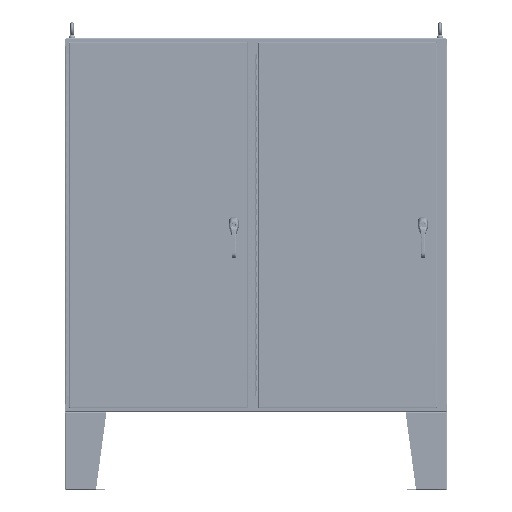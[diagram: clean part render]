
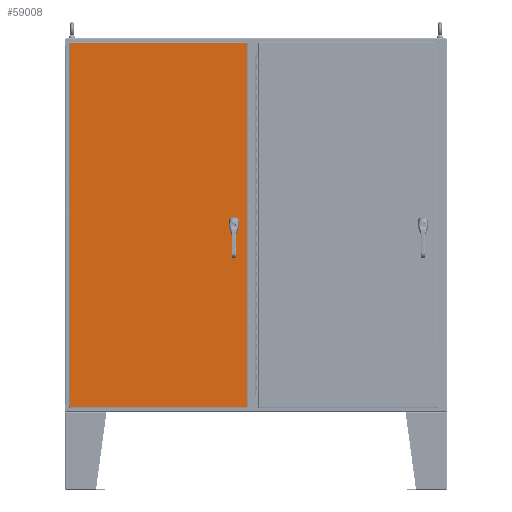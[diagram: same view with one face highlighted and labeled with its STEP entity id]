
A CAD part, top view. The second image highlights one B-rep face of the part: STEP entity #59008.
In plain terms, the highlighted planar face has unit normal (0, 0, 1).
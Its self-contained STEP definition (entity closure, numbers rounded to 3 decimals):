
#2573=FACE_BOUND('',#9952,.T.);
#2574=FACE_BOUND('',#9953,.T.);
#2575=FACE_BOUND('',#9954,.T.);
#2576=FACE_BOUND('',#9955,.T.);
#3814=PLANE('',#63608);
#6007=FACE_OUTER_BOUND('',#9951,.T.);
#9951=EDGE_LOOP('',(#44067,#44068,#44069,#44070));
#9952=EDGE_LOOP('',(#44071,#44072,#44073,#44074,#44075,#44076,#44077,#44078));
#9953=EDGE_LOOP('',(#44079));
#9954=EDGE_LOOP('',(#44080));
#9955=EDGE_LOOP('',(#44081));
#13695=CIRCLE('',#63554,0.453);
#13697=CIRCLE('',#63558,0.453);
#13699=CIRCLE('',#63562,0.453);
#13701=CIRCLE('',#63566,0.453);
#13703=CIRCLE('',#63569,0.14);
#13705=CIRCLE('',#63572,0.14);
#13707=CIRCLE('',#63575,0.14);
#17244=LINE('',#97294,#21916);
#17248=LINE('',#97306,#21920);
#17252=LINE('',#97318,#21924);
#17256=LINE('',#97330,#21928);
#17276=LINE('',#97401,#21948);
#17292=LINE('',#97523,#21964);
#17306=LINE('',#97640,#21978);
#17317=LINE('',#97751,#21989);
#21916=VECTOR('',#73567,0.427);
#21920=VECTOR('',#73579,0.427);
#21924=VECTOR('',#73591,0.427);
#21928=VECTOR('',#73603,0.427);
#21948=VECTOR('',#73659,70.295);
#21964=VECTOR('',#73689,34.045);
#21978=VECTOR('',#73717,70.295);
#21989=VECTOR('',#73740,34.045);
#26858=VERTEX_POINT('',#97291);
#26859=VERTEX_POINT('',#97293);
#26861=VERTEX_POINT('',#97299);
#26863=VERTEX_POINT('',#97305);
#26865=VERTEX_POINT('',#97311);
#26867=VERTEX_POINT('',#97317);
#26869=VERTEX_POINT('',#97323);
#26871=VERTEX_POINT('',#97329);
#26873=VERTEX_POINT('',#97338);
#26875=VERTEX_POINT('',#97343);
#26877=VERTEX_POINT('',#97348);
#26893=VERTEX_POINT('',#97389);
#26894=VERTEX_POINT('',#97400);
#26905=VERTEX_POINT('',#97512);
#26913=VERTEX_POINT('',#97629);
#33019=EDGE_CURVE('',#26859,#26858,#17244,.T.);
#33022=EDGE_CURVE('',#26861,#26859,#13695,.T.);
#33025=EDGE_CURVE('',#26863,#26861,#17248,.T.);
#33028=EDGE_CURVE('',#26865,#26863,#13697,.T.);
#33031=EDGE_CURVE('',#26867,#26865,#17252,.T.);
#33034=EDGE_CURVE('',#26869,#26867,#13699,.T.);
#33037=EDGE_CURVE('',#26871,#26869,#17256,.T.);
#33040=EDGE_CURVE('',#26858,#26871,#13701,.T.);
#33042=EDGE_CURVE('',#26873,#26873,#13703,.T.);
#33044=EDGE_CURVE('',#26875,#26875,#13705,.T.);
#33046=EDGE_CURVE('',#26877,#26877,#13707,.T.);
#33066=EDGE_CURVE('',#26894,#26893,#17276,.T.);
#33086=EDGE_CURVE('',#26893,#26905,#17292,.T.);
#33104=EDGE_CURVE('',#26905,#26913,#17306,.T.);
#33119=EDGE_CURVE('',#26913,#26894,#17317,.T.);
#44067=ORIENTED_EDGE('',*,*,#33066,.T.);
#44068=ORIENTED_EDGE('',*,*,#33086,.T.);
#44069=ORIENTED_EDGE('',*,*,#33104,.T.);
#44070=ORIENTED_EDGE('',*,*,#33119,.T.);
#44071=ORIENTED_EDGE('',*,*,#33019,.T.);
#44072=ORIENTED_EDGE('',*,*,#33040,.T.);
#44073=ORIENTED_EDGE('',*,*,#33037,.T.);
#44074=ORIENTED_EDGE('',*,*,#33034,.T.);
#44075=ORIENTED_EDGE('',*,*,#33031,.T.);
#44076=ORIENTED_EDGE('',*,*,#33028,.T.);
#44077=ORIENTED_EDGE('',*,*,#33025,.T.);
#44078=ORIENTED_EDGE('',*,*,#33022,.T.);
#44079=ORIENTED_EDGE('',*,*,#33042,.T.);
#44080=ORIENTED_EDGE('',*,*,#33044,.T.);
#44081=ORIENTED_EDGE('',*,*,#33046,.T.);
#59008=ADVANCED_FACE('',(#6007,#2573,#2574,#2575,#2576),#3814,.T.);
#63554=AXIS2_PLACEMENT_3D('',#97300,#73573,#73574);
#63558=AXIS2_PLACEMENT_3D('',#97312,#73585,#73586);
#63562=AXIS2_PLACEMENT_3D('',#97324,#73597,#73598);
#63566=AXIS2_PLACEMENT_3D('',#97334,#73609,#73610);
#63569=AXIS2_PLACEMENT_3D('',#97339,#73615,#73616);
#63572=AXIS2_PLACEMENT_3D('',#97344,#73621,#73622);
#63575=AXIS2_PLACEMENT_3D('',#97349,#73627,#73628);
#63608=AXIS2_PLACEMENT_3D('',#97854,#73765,#73766);
#73567=DIRECTION('',(0.,1.,0.));
#73573=DIRECTION('center_axis',(0.,0.,-1.));
#73574=DIRECTION('ref_axis',(-0.882,-0.471,0.));
#73579=DIRECTION('',(-1.,0.,0.));
#73585=DIRECTION('center_axis',(0.,0.,-1.));
#73586=DIRECTION('ref_axis',(0.471,-0.882,0.));
#73591=DIRECTION('',(0.,-1.,0.));
#73597=DIRECTION('center_axis',(0.,0.,-1.));
#73598=DIRECTION('ref_axis',(0.882,0.471,0.));
#73603=DIRECTION('',(1.,0.,0.));
#73609=DIRECTION('center_axis',(0.,0.,-1.));
#73610=DIRECTION('ref_axis',(-0.471,0.882,0.));
#73615=DIRECTION('center_axis',(0.,0.,-1.));
#73616=DIRECTION('ref_axis',(-1.,0.,0.));
#73621=DIRECTION('center_axis',(0.,0.,-1.));
#73622=DIRECTION('ref_axis',(-1.,0.,0.));
#73627=DIRECTION('center_axis',(0.,0.,-1.));
#73628=DIRECTION('ref_axis',(-1.,0.,0.));
#73659=DIRECTION('',(0.,1.,0.));
#73689=DIRECTION('',(-1.,0.,0.));
#73717=DIRECTION('',(0.,-1.,0.));
#73740=DIRECTION('',(1.,0.,0.));
#73765=DIRECTION('center_axis',(0.,0.,1.));
#73766=DIRECTION('ref_axis',(1.,0.,0.));
#97291=CARTESIAN_POINT('',(14.163,0.214,0.134));
#97293=CARTESIAN_POINT('',(14.163,-0.214,0.134));
#97294=CARTESIAN_POINT('',(14.163,0.107,0.134));
#97299=CARTESIAN_POINT('',(14.349,-0.399,0.134));
#97300=CARTESIAN_POINT('Origin',(14.563,0.,
0.134));
#97305=CARTESIAN_POINT('',(14.776,-0.399,0.134));
#97306=CARTESIAN_POINT('',(7.174,-0.4,0.134));
#97311=CARTESIAN_POINT('',(14.962,-0.214,0.134));
#97312=CARTESIAN_POINT('Origin',(14.563,0.,0.134));
#97317=CARTESIAN_POINT('',(14.962,0.214,0.134));
#97318=CARTESIAN_POINT('',(14.962,-0.107,0.134));
#97323=CARTESIAN_POINT('',(14.776,0.4,0.134));
#97324=CARTESIAN_POINT('Origin',(14.563,0.,0.134));
#97329=CARTESIAN_POINT('',(14.349,0.4,0.134));
#97330=CARTESIAN_POINT('',(7.388,0.4,0.134));
#97334=CARTESIAN_POINT('Origin',(14.563,0.,0.134));
#97338=CARTESIAN_POINT('',(14.703,0.885,0.134));
#97339=CARTESIAN_POINT('Origin',(14.563,0.885,0.134));
#97343=CARTESIAN_POINT('',(14.703,-0.886,0.134));
#97344=CARTESIAN_POINT('Origin',(14.563,-0.886,0.134));
#97348=CARTESIAN_POINT('',(14.703,-1.378,0.134));
#97349=CARTESIAN_POINT('Origin',(14.563,-1.378,0.134));
#97389=CARTESIAN_POINT('',(17.022,35.147,0.134));
#97400=CARTESIAN_POINT('',(17.022,-35.147,0.134));
#97401=CARTESIAN_POINT('',(17.022,-17.574,0.134));
#97512=CARTESIAN_POINT('',(-17.022,35.147,0.134));
#97523=CARTESIAN_POINT('',(8.511,35.147,0.134));
#97629=CARTESIAN_POINT('',(-17.022,-35.147,0.134));
#97640=CARTESIAN_POINT('',(-17.022,17.574,0.134));
#97751=CARTESIAN_POINT('',(-8.511,-35.147,0.134));
#97854=CARTESIAN_POINT('Origin',(0.,0.,
0.134));
